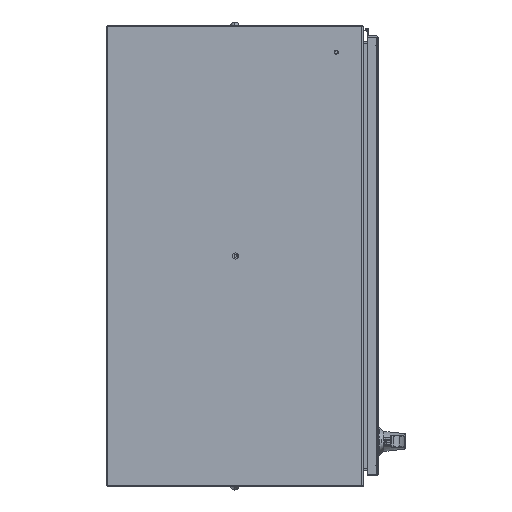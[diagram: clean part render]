
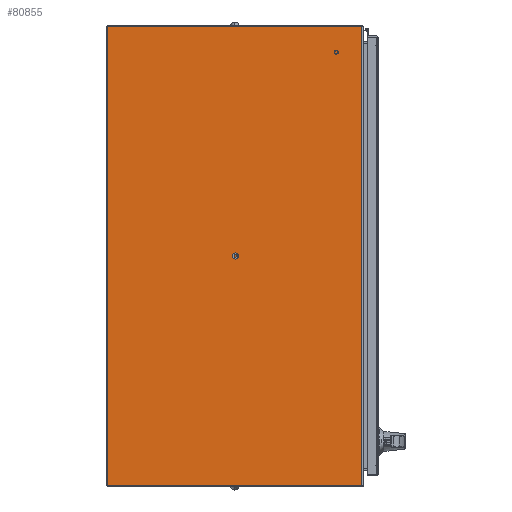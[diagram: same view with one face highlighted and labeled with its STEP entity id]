
A CAD part, front view. The second image highlights one B-rep face of the part: STEP entity #80855.
In plain terms, the highlighted face is planar.
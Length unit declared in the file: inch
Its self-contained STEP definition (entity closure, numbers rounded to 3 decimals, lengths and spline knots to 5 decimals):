
#5547 = EDGE_LOOP ( 'NONE', ( #12576, #19573, #104580, #37862 ) ) ;
#7083 = CARTESIAN_POINT ( 'NONE',  ( 17.935, -10., 0. ) ) ;
#9016 = DIRECTION ( 'NONE',  ( -1., 0., 0. ) ) ;
#10289 = CARTESIAN_POINT ( 'NONE',  ( 17.935, 10., 0. ) ) ;
#12576 = ORIENTED_EDGE ( 'NONE', *, *, #42179, .F. ) ;
#19573 = ORIENTED_EDGE ( 'NONE', *, *, #75184, .F. ) ;
#23311 = VERTEX_POINT ( 'NONE', #10289 ) ;
#29998 = LINE ( 'NONE', #7083, #71063 ) ;
#32542 = VECTOR ( 'NONE', #64273, 39.37008 ) ;
#37538 = CARTESIAN_POINT ( 'NONE',  ( -17.935, 10., 0. ) ) ;
#37862 = ORIENTED_EDGE ( 'NONE', *, *, #66880, .F. ) ;
#37980 = VERTEX_POINT ( 'NONE', #41360 ) ;
#38762 = CARTESIAN_POINT ( 'NONE',  ( -17.935, -10., 0. ) ) ;
#39993 = VERTEX_POINT ( 'NONE', #77317 ) ;
#41360 = CARTESIAN_POINT ( 'NONE',  ( 17.935, -9.857, 0. ) ) ;
#42179 = EDGE_CURVE ( 'NONE', #39993, #37980, #97384, .T. ) ;
#46266 = CARTESIAN_POINT ( 'NONE',  ( -17.935, -10., 0. ) ) ;
#55760 = AXIS2_PLACEMENT_3D ( 'NONE', #38762, #56365, #90524 ) ;
#56365 = DIRECTION ( 'NONE',  ( 0., 0., 1. ) ) ;
#58041 = CARTESIAN_POINT ( 'NONE',  ( -17.935, 10., 0. ) ) ;
#61751 = CARTESIAN_POINT ( 'NONE',  ( -17.935, -9.857, 0. ) ) ;
#63114 = VECTOR ( 'NONE', #106131, 39.37008 ) ;
#64273 = DIRECTION ( 'NONE',  ( 0., -1., 0. ) ) ;
#66880 = EDGE_CURVE ( 'NONE', #37980, #23311, #29998, .T. ) ;
#71063 = VECTOR ( 'NONE', #102573, 39.37008 ) ;
#75184 = EDGE_CURVE ( 'NONE', #97002, #39993, #102499, .T. ) ;
#77317 = CARTESIAN_POINT ( 'NONE',  ( -17.935, -9.857, 0. ) ) ;
#79401 = EDGE_CURVE ( 'NONE', #23311, #97002, #111698, .T. ) ;
#80855 = ADVANCED_FACE ( 'NONE', ( #98375 ), #82153, .F. ) ;
#82153 = PLANE ( 'NONE',  #55760 ) ;
#88464 = VECTOR ( 'NONE', #9016, 39.37008 ) ;
#90524 = DIRECTION ( 'NONE',  ( 1., 0., 0. ) ) ;
#97002 = VERTEX_POINT ( 'NONE', #58041 ) ;
#97384 = LINE ( 'NONE', #61751, #63114 ) ;
#98375 = FACE_OUTER_BOUND ( 'NONE', #5547, .T. ) ;
#102499 = LINE ( 'NONE', #46266, #32542 ) ;
#102573 = DIRECTION ( 'NONE',  ( 0., 1., 0. ) ) ;
#104580 = ORIENTED_EDGE ( 'NONE', *, *, #79401, .F. ) ;
#106131 = DIRECTION ( 'NONE',  ( 1., 0., 0. ) ) ;
#111698 = LINE ( 'NONE', #37538, #88464 ) ;
